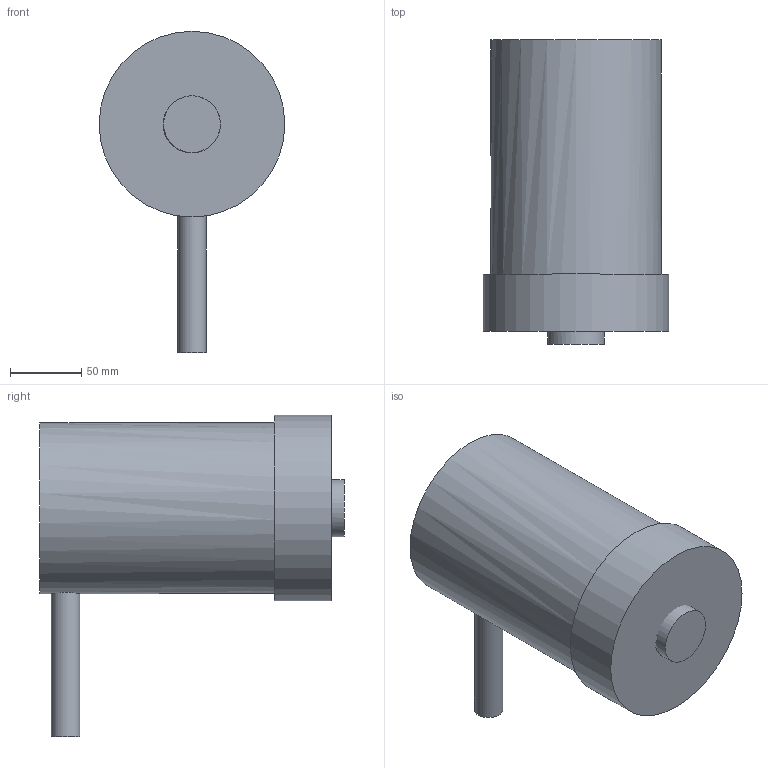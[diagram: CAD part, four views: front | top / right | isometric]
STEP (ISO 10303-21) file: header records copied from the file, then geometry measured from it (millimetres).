
FILE_DESCRIPTION(/* description */ (''),/* implementation_level */ '2;1');
FILE_NAME(/* name */ 'AquaPure.step',/* time_stamp */ '2019-11-02T17:22:38+03:00',/* author */ (''),/* organization */ (''),/* preprocessor_version */ 'ST-DEVELOPER v18',/* originating_system */ 'Autodesk Translation Framework v8.6.0.1094',/* authorisation */ '');
FILE_SCHEMA (('AUTOMOTIVE_DESIGN { 1 0 10303 214 3 1 1 }'));
Length unit declared in the file: millimetre
Products named in the file (1): Water filter v3
Bounding box: 130 x 213 x 225 mm (x, y, z)
Volume: 999822.3 mm3; surface area: 376788.8 mm2
Topology: 8 solids, 8 shells, 459 faces, 1286 edges, 857 vertices
Faces by surface type: cylinder 404, plane 35, bspline 20
Full cylindrical faces by diameter (mm): 2 x284, 18 x1, 20 x2, 36.33 x4, 37.002 x5, 39.764 x5, 40.349 x5, 55 x4, 56.324 x6, 57.002 x9, 59.764 x12, 60 x1, 60.356 x9, 70 x1, 80 x4, 110 x1, 112.726 x4, 113.905 x3, 119.62 x5, 120.633 x3, 130 x1
Entity records: 30700 total; most frequent: CARTESIAN_POINT 17538, DIRECTION 2583, ORIENTED_EDGE 2572, EDGE_CURVE 1286, AXIS2_PLACEMENT_3D 1097, EDGE_LOOP 1047, VERTEX_POINT 857, CIRCLE 657
